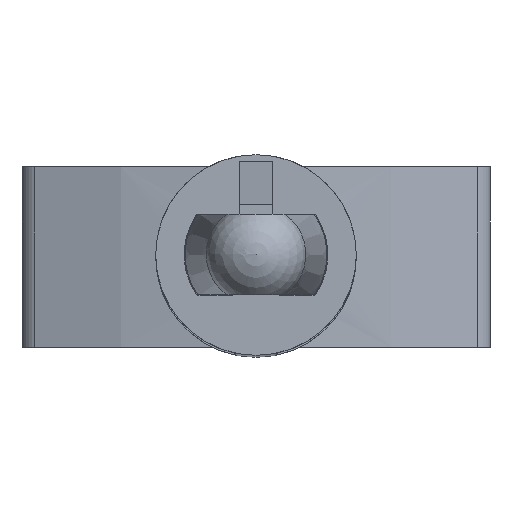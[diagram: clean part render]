
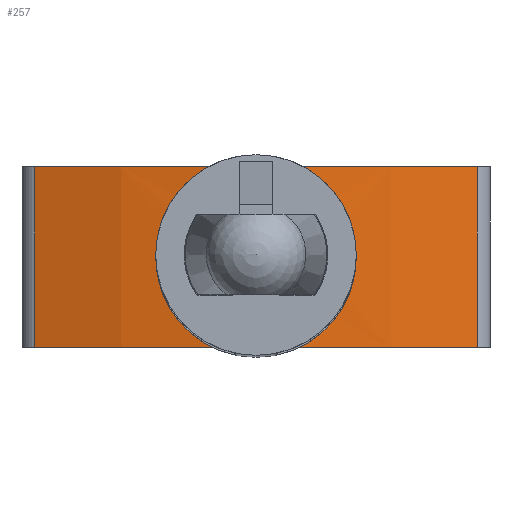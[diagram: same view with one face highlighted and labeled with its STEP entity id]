
A CAD part, top view. The second image highlights one B-rep face of the part: STEP entity #257.
In plain terms, the highlighted cylindrical face has radius 18.267 mm (diameter 36.534 mm), a partial arc.
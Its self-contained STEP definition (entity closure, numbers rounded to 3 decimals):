
#257 = ADVANCED_FACE( '', ( #527, #528 ), #529, .T. );
#527 = FACE_OUTER_BOUND( '', #1850, .T. );
#528 = FACE_BOUND( '', #1851, .T. );
#529 = CYLINDRICAL_SURFACE( '', #1852, 18.267 );
#1850 = EDGE_LOOP( '', ( #2577, #2578, #2579, #2580 ) );
#1851 = EDGE_LOOP( '', ( #2581, #2582 ) );
#1852 = AXIS2_PLACEMENT_3D( '', #2583, #2584, #2585 );
#2577 = ORIENTED_EDGE( '', *, *, #2732, .F. );
#2578 = ORIENTED_EDGE( '', *, *, #2986, .F. );
#2579 = ORIENTED_EDGE( '', *, *, #2999, .T. );
#2580 = ORIENTED_EDGE( '', *, *, #2988, .T. );
#2581 = ORIENTED_EDGE( '', *, *, #2993, .T. );
#2582 = ORIENTED_EDGE( '', *, *, #2994, .T. );
#2583 = CARTESIAN_POINT( '', ( 0., -2.7, -52.407 ) );
#2584 = DIRECTION( '', ( 0., -1., 0. ) );
#2585 = DIRECTION( '', ( 0., 0., 1. ) );
#2732 = EDGE_CURVE( '', #3065, #3066, #3067, .T. );
#2986 = EDGE_CURVE( '', #3442, #3065, #3444, .T. );
#2988 = EDGE_CURVE( '', #3446, #3066, #3447, .T. );
#2993 = EDGE_CURVE( '', #3452, #3453, #3454, .T. );
#2994 = EDGE_CURVE( '', #3453, #3452, #3455, .T. );
#2999 = EDGE_CURVE( '', #3442, #3446, #3460, .T. );
#3065 = VERTEX_POINT( '', #3731 );
#3066 = VERTEX_POINT( '', #3732 );
#3067 = CIRCLE( '', #3733, 18.267 );
#3442 = VERTEX_POINT( '', #4590 );
#3444 = LINE( '', #4592, #4593 );
#3446 = VERTEX_POINT( '', #4595 );
#3447 = LINE( '', #4596, #4597 );
#3452 = VERTEX_POINT( '', #4602 );
#3453 = VERTEX_POINT( '', #4603 );
#3454 = B_SPLINE_CURVE_WITH_KNOTS( '', 3, ( #4604, #4605, #4606, #4607, #4608, #4609, #4610, #4611, #4612, #4613, #4614, #4615, #4616, #4617, #4618, #4619, #4620, #4621 ), .UNSPECIFIED., .F., .F., ( 4, 2, 2, 2, 2, 2, 2, 2, 4 ), ( 0., 0.001, 0.002, 0.002, 0.003, 0.004, 0.005, 0.006, 0.006 ), .UNSPECIFIED. );
#3455 = B_SPLINE_CURVE_WITH_KNOTS( '', 3, ( #4622, #4623, #4624, #4625, #4626, #4627, #4628, #4629, #4630, #4631, #4632, #4633, #4634, #4635, #4636, #4637, #4638, #4639 ), .UNSPECIFIED., .F., .F., ( 4, 2, 2, 2, 2, 2, 2, 2, 4 ), ( 0., 0.001, 0.002, 0.002, 0.003, 0.004, 0.005, 0.006, 0.006 ), .UNSPECIFIED. );
#3460 = CIRCLE( '', #4653, 18.267 );
#3731 = CARTESIAN_POINT( '', ( -6.617, 2.7, -35.381 ) );
#3732 = CARTESIAN_POINT( '', ( 6.617, 2.7, -35.381 ) );
#3733 = AXIS2_PLACEMENT_3D( '', #4700, #4701, #4702 );
#4590 = CARTESIAN_POINT( '', ( -6.617, -2.7, -35.381 ) );
#4592 = CARTESIAN_POINT( '', ( -6.617, -2.7, -35.381 ) );
#4593 = VECTOR( '', #4937, 1000. );
#4595 = CARTESIAN_POINT( '', ( 6.617, -2.7, -35.381 ) );
#4596 = CARTESIAN_POINT( '', ( 6.617, -2.7, -35.381 ) );
#4597 = VECTOR( '', #4938, 1000. );
#4602 = CARTESIAN_POINT( '', ( -2.07, 0., -34.258 ) );
#4603 = CARTESIAN_POINT( '', ( 2.07, 0., -34.258 ) );
#4604 = CARTESIAN_POINT( '', ( -2.07, 0., -34.258 ) );
#4605 = CARTESIAN_POINT( '', ( -2.051, 0.264, -34.255 ) );
#4606 = CARTESIAN_POINT( '', ( -1.986, 0.524, -34.248 ) );
#4607 = CARTESIAN_POINT( '', ( -1.764, 1.004, -34.225 ) );
#4608 = CARTESIAN_POINT( '', ( -1.61, 1.223, -34.21 ) );
#4609 = CARTESIAN_POINT( '', ( -1.235, 1.593, -34.181 ) );
#4610 = CARTESIAN_POINT( '', ( -1.013, 1.745, -34.166 ) );
#4611 = CARTESIAN_POINT( '', ( -0.528, 1.954, -34.146 ) );
#4612 = CARTESIAN_POINT( '', ( -0.264, 2.01, -34.14 ) );
#4613 = CARTESIAN_POINT( '', ( 0.264, 2.01, -34.14 ) );
#4614 = CARTESIAN_POINT( '', ( 0.527, 1.954, -34.146 ) );
#4615 = CARTESIAN_POINT( '', ( 1.012, 1.745, -34.166 ) );
#4616 = CARTESIAN_POINT( '', ( 1.234, 1.594, -34.181 ) );
#4617 = CARTESIAN_POINT( '', ( 1.61, 1.223, -34.21 ) );
#4618 = CARTESIAN_POINT( '', ( 1.764, 1.004, -34.225 ) );
#4619 = CARTESIAN_POINT( '', ( 1.985, 0.525, -34.248 ) );
#4620 = CARTESIAN_POINT( '', ( 2.051, 0.264, -34.255 ) );
#4621 = CARTESIAN_POINT( '', ( 2.07, 0., -34.258 ) );
#4622 = CARTESIAN_POINT( '', ( 2.07, 0., -34.258 ) );
#4623 = CARTESIAN_POINT( '', ( 2.051, -0.264, -34.255 ) );
#4624 = CARTESIAN_POINT( '', ( 1.986, -0.524, -34.248 ) );
#4625 = CARTESIAN_POINT( '', ( 1.764, -1.004, -34.225 ) );
#4626 = CARTESIAN_POINT( '', ( 1.61, -1.223, -34.21 ) );
#4627 = CARTESIAN_POINT( '', ( 1.235, -1.593, -34.181 ) );
#4628 = CARTESIAN_POINT( '', ( 1.013, -1.745, -34.166 ) );
#4629 = CARTESIAN_POINT( '', ( 0.528, -1.954, -34.146 ) );
#4630 = CARTESIAN_POINT( '', ( 0.264, -2.01, -34.14 ) );
#4631 = CARTESIAN_POINT( '', ( -0.264, -2.01, -34.14 ) );
#4632 = CARTESIAN_POINT( '', ( -0.527, -1.954, -34.146 ) );
#4633 = CARTESIAN_POINT( '', ( -1.012, -1.745, -34.166 ) );
#4634 = CARTESIAN_POINT( '', ( -1.234, -1.594, -34.181 ) );
#4635 = CARTESIAN_POINT( '', ( -1.61, -1.223, -34.21 ) );
#4636 = CARTESIAN_POINT( '', ( -1.764, -1.004, -34.225 ) );
#4637 = CARTESIAN_POINT( '', ( -1.985, -0.525, -34.248 ) );
#4638 = CARTESIAN_POINT( '', ( -2.051, -0.264, -34.255 ) );
#4639 = CARTESIAN_POINT( '', ( -2.07, 0., -34.258 ) );
#4653 = AXIS2_PLACEMENT_3D( '', #4942, #4943, #4944 );
#4700 = CARTESIAN_POINT( '', ( 0., 2.7, -52.407 ) );
#4701 = DIRECTION( '', ( 0., 1., 0. ) );
#4702 = DIRECTION( '', ( 1., 0., 0. ) );
#4937 = DIRECTION( '', ( 0., 1., 0. ) );
#4938 = DIRECTION( '', ( 0., 1., 0. ) );
#4942 = CARTESIAN_POINT( '', ( 0., -2.7, -52.407 ) );
#4943 = DIRECTION( '', ( 0., 1., 0. ) );
#4944 = DIRECTION( '', ( 1., 0., 0. ) );
